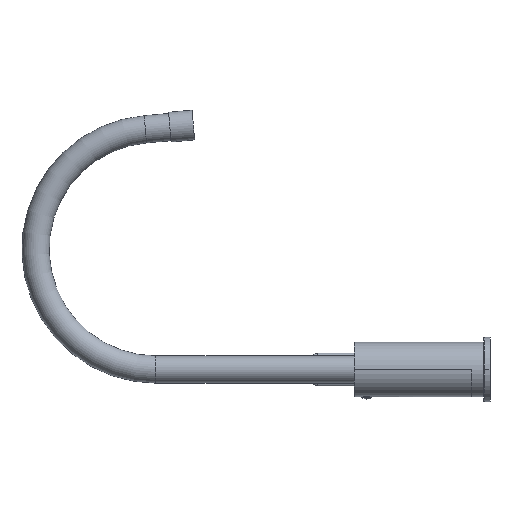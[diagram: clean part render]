
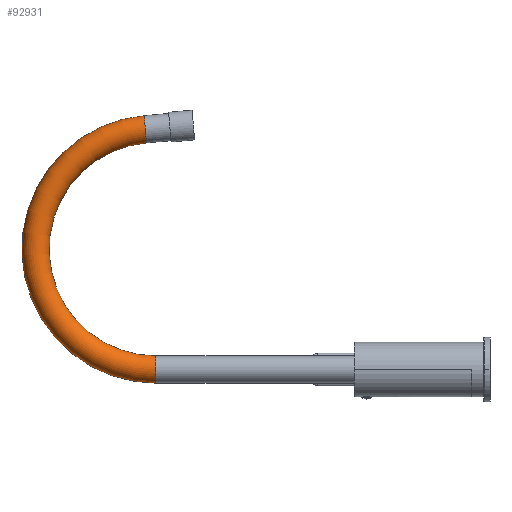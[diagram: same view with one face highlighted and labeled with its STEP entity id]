
A CAD part, left-side view. The second image highlights one B-rep face of the part: STEP entity #92931.
In plain terms, the highlighted toroidal (fillet/blend) face has major radius 97 mm and minor radius 11 mm.
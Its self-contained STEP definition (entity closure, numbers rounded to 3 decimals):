
#90317=CARTESIAN_POINT('',(0.,264.3,97.));
#90318=DIRECTION('',(1.,0.,0.));
#90319=DIRECTION('',(0.,0.,-1.));
#90320=AXIS2_PLACEMENT_3D('',#90317,#90318,#90319);
#91060=CARTESIAN_POINT('',(0.,264.3,0.));
#91061=DIRECTION('',(0.,1.,0.));
#91062=DIRECTION('',(0.,0.,-1.));
#91063=AXIS2_PLACEMENT_3D('',#91060,#91061,#91062);
#91065=CARTESIAN_POINT('',(0.,264.3,97.));
#91066=DIRECTION('',(1.,0.,0.));
#91067=DIRECTION('',(0.,0.,-1.));
#91068=AXIS2_PLACEMENT_3D('',#91065,#91066,#91067);
#91070=CARTESIAN_POINT('',(0.,272.754,
193.631));
#91071=DIRECTION('',(0.,-0.996,0.087));
#91072=DIRECTION('',(0.,0.087,0.996));
#91073=AXIS2_PLACEMENT_3D('',#91070,#91071,#91072);
#91241=CARTESIAN_POINT('',(0.,264.3,11.));
#91242=CARTESIAN_POINT('',(0.,264.3,-11.));
#91243=VERTEX_POINT('',#91241);
#91244=VERTEX_POINT('',#91242);
#91249=CARTESIAN_POINT('',(0.,271.795,
182.673));
#91250=CARTESIAN_POINT('',(0.,273.713,
204.589));
#91251=VERTEX_POINT('',#91249);
#91252=VERTEX_POINT('',#91250);
#92919=CARTESIAN_POINT('',(0.,264.3,97.));
#92920=DIRECTION('',(1.,0.,0.));
#92921=DIRECTION('',(0.,0.,1.));
#92922=AXIS2_PLACEMENT_3D('',#92919,#92920,#92921);
#92923=TOROIDAL_SURFACE('',#92922,97.,11.);
#92924=ORIENTED_EDGE('',*,*,#92906,.F.);
#92925=ORIENTED_EDGE('',*,*,#91522,.T.);
#92927=ORIENTED_EDGE('',*,*,#92926,.T.);
#92928=ORIENTED_EDGE('',*,*,#91519,.F.);
#92929=EDGE_LOOP('',(#92924,#92925,#92927,#92928));
#92930=FACE_OUTER_BOUND('',#92929,.F.);
#92931=ADVANCED_FACE('',(#92930),#92923,.T.);
#90321=CIRCLE('',#90320,86.);
#91064=CIRCLE('',#91063,11.);
#91069=CIRCLE('',#91068,108.);
#91074=CIRCLE('',#91073,11.);
#91519=EDGE_CURVE('',#91243,#91251,#90321,.T.);
#91522=EDGE_CURVE('',#91244,#91252,#91069,.T.);
#92906=EDGE_CURVE('',#91244,#91243,#91064,.T.);
#92926=EDGE_CURVE('',#91252,#91251,#91074,.T.);
